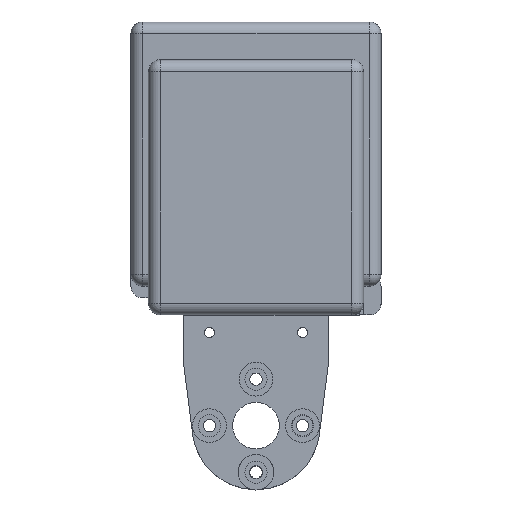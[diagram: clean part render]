
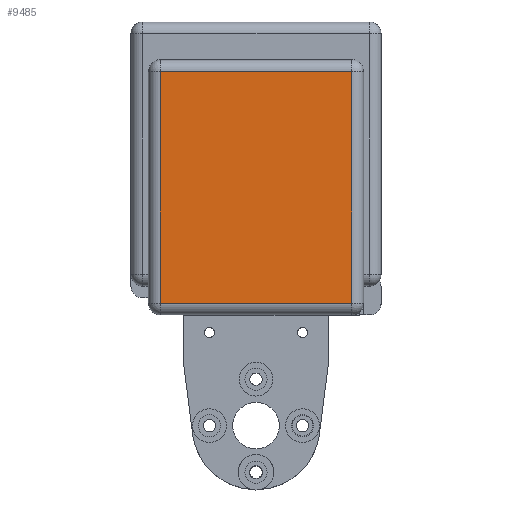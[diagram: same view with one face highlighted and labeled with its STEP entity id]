
A CAD part, left-side view. The second image highlights one B-rep face of the part: STEP entity #9485.
In plain terms, the highlighted planar face has unit normal (-1, 0, 0).
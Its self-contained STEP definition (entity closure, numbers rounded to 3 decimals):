
#254=PLANE('',#10083);
#570=FACE_OUTER_BOUND('',#1097,.T.);
#1097=EDGE_LOOP('',(#6483,#6484,#6485,#6486));
#1767=LINE('',#14019,#2712);
#1782=LINE('',#14060,#2727);
#1783=LINE('',#14064,#2728);
#1784=LINE('',#14065,#2729);
#2712=VECTOR('',#11079,10.);
#2727=VECTOR('',#11116,10.);
#2728=VECTOR('',#11121,10.);
#2729=VECTOR('',#11122,10.);
#4108=VERTEX_POINT('',#14016);
#4109=VERTEX_POINT('',#14018);
#4124=VERTEX_POINT('',#14059);
#4125=VERTEX_POINT('',#14063);
#5031=EDGE_CURVE('',#4108,#4109,#1767,.T.);
#5052=EDGE_CURVE('',#4109,#4124,#1782,.T.);
#5054=EDGE_CURVE('',#4125,#4108,#1783,.T.);
#5055=EDGE_CURVE('',#4125,#4124,#1784,.T.);
#6483=ORIENTED_EDGE('',*,*,#5031,.F.);
#6484=ORIENTED_EDGE('',*,*,#5054,.F.);
#6485=ORIENTED_EDGE('',*,*,#5055,.T.);
#6486=ORIENTED_EDGE('',*,*,#5052,.F.);
#9485=ADVANCED_FACE('',(#570),#254,.T.);
#10083=AXIS2_PLACEMENT_3D('',#14062,#11119,#11120);
#11079=DIRECTION('',(0.,-1.,0.));
#11116=DIRECTION('',(0.,0.,-1.));
#11119=DIRECTION('center_axis',(-1.,0.,0.));
#11120=DIRECTION('ref_axis',(0.,0.,1.));
#11121=DIRECTION('',(0.,0.,1.));
#11122=DIRECTION('',(0.,-1.,0.));
#14016=CARTESIAN_POINT('',(-29.,16.5,60.9));
#14018=CARTESIAN_POINT('',(-29.,-16.5,60.9));
#14019=CARTESIAN_POINT('',(-29.,-6.255,60.9));
#14059=CARTESIAN_POINT('',(-29.,-16.5,21.034));
#14060=CARTESIAN_POINT('',(-29.,-16.5,22.517));
#14062=CARTESIAN_POINT('Origin',(-29.,-12.51,22.517));
#14063=CARTESIAN_POINT('',(-29.,16.5,21.034));
#14064=CARTESIAN_POINT('',(-29.,16.5,22.517));
#14065=CARTESIAN_POINT('',(-29.,-12.5,21.034));
